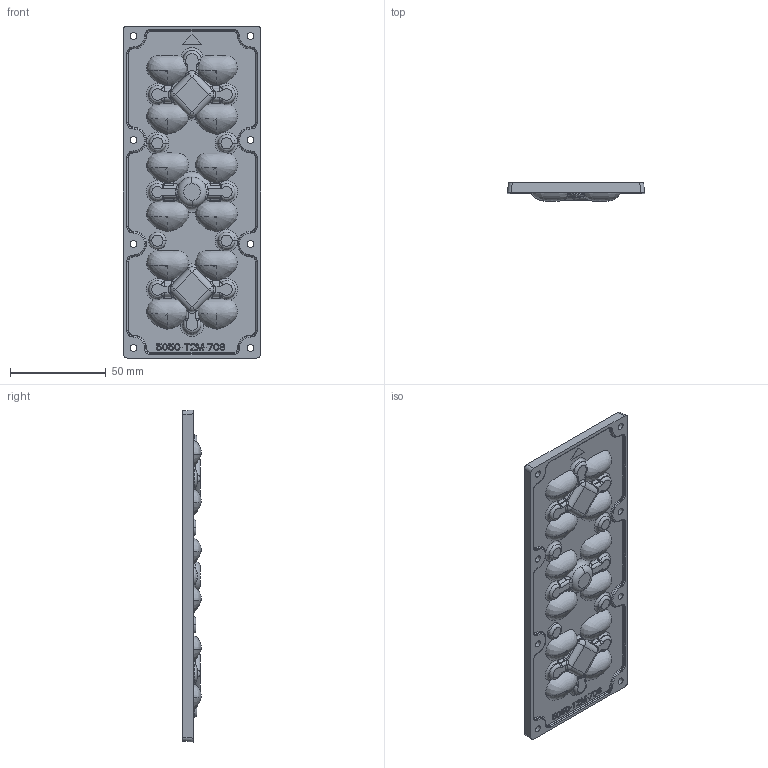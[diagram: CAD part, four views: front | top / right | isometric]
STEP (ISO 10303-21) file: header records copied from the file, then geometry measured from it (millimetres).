
FILE_DESCRIPTION(/* description */ (''),/* implementation_level */ '2;1');
FILE_NAME(/* name */ 'ymh-db708-5050-t2m-24-6-7.stp',/* time_stamp */ '2024-06-07T22:21:51+08:00',/* author */ (''),/* organization */ (''),/* preprocessor_version */ 'ST-DEVELOPER v16',/* originating_system */ 'SIEMENS PLM Software NX 10.0',/* authorisation */ '');
FILE_SCHEMA (('AUTOMOTIVE_DESIGN { 1 0 10303 214 3 1 1 1 }'));
Products named in the file (1): maxy5EBC4542pmjd
Bounding box: 71.4 x 9.47 x 173 mm (x, y, z)
Volume: 44291.8 mm3; surface area: 32920.7 mm2
Topology: 1 solids, 1 shells, 1412 faces, 3533 edges, 2116 vertices
Faces by surface type: plane 581, bspline 285, cylinder 186, torus 180, cone 124, sphere 40, revolution 16
Entity records: 60695 total; most frequent: CARTESIAN_POINT 28017, ORIENTED_EDGE 6914, DIRECTION 5793, EDGE_CURVE 3457, VERTEX_POINT 2116, AXIS2_PLACEMENT_3D 2018, LINE 1741, VECTOR 1741
